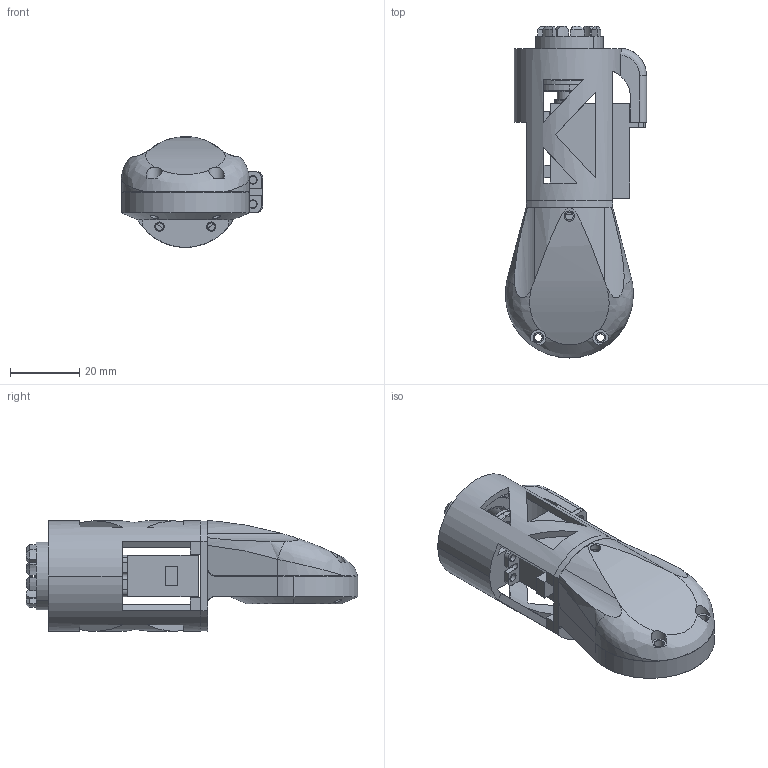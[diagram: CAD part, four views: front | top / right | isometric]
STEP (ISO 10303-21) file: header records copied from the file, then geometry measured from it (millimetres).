
FILE_DESCRIPTION (( 'STEP AP214' ), '1' );
FILE_NAME ('4AXIS_JOINT.STEP', '2024-11-13T07:00:53', ( '' ), ( '' ), 'SwSTEP 2.0', 'SolidWorks 2024', '' );
FILE_SCHEMA (( 'AUTOMOTIVE_DESIGN' ));
Length unit declared in the file: millimetre
Products named in the file (7): 2024.11.11_4AXIS_베어링홀더_ver10.0; 2024.11.11_모터고정대_4AXIS_MOTOR_ver10.0; 2024.11.11_모터고정대_4AXIS_cover_ver10.0; 2024.11.11_베어링_6704_ver10.0; 2024.11.11_모터고정대_4AXIS_ver10.0; 2024.11.11_STS3032_ver8; 4AXIS_JOINT
Assembly tree (6 placements, depth 2):
  4AXIS_JOINT
    2024.11.11_모터고정대_4AXIS_ver10.0
    2024.11.11_STS3032_ver8
    2024.11.11_모터고정대_4AXIS_MOTOR_ver10.0
    2024.11.11_베어링_6704_ver10.0
    2024.11.11_모터고정대_4AXIS_cover_ver10.0
    2024.11.11_4AXIS_베어링홀더_ver10.0
Bounding box: 40.83 x 96 x 32.01 mm (x, y, z)
Volume: 28802.1 mm3; surface area: 24555.5 mm2
Topology: 6 solids, 6 shells, 442 faces, 1165 edges, 755 vertices
Faces by surface type: cylinder 204, plane 179, cone 34, bspline 16, torus 9
Entity records: 15787 total; most frequent: CARTESIAN_POINT 4441, DIRECTION 2333, ORIENTED_EDGE 2330, EDGE_CURVE 1165, AXIS2_PLACEMENT_3D 901, VERTEX_POINT 755, EDGE_LOOP 560, LINE 531
